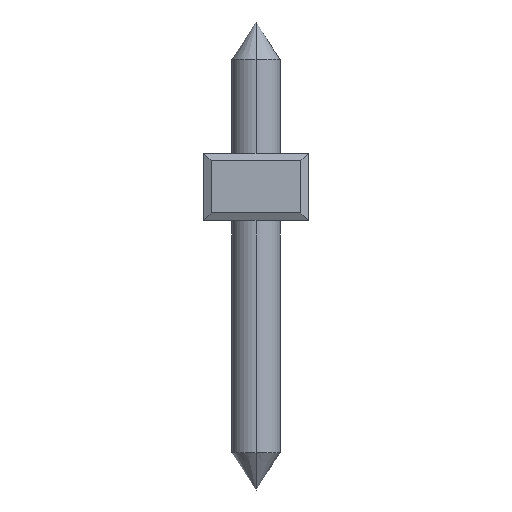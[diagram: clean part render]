
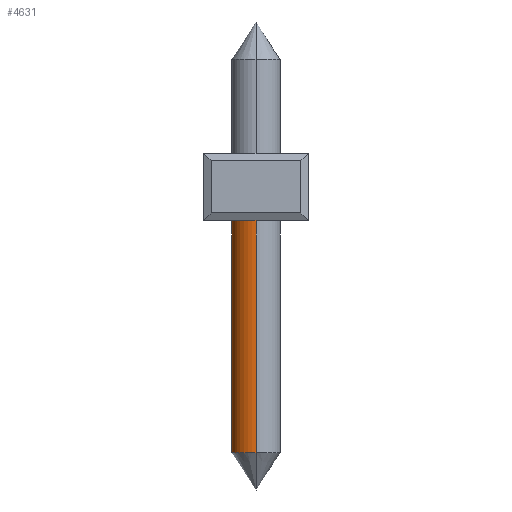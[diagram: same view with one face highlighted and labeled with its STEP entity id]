
A CAD part, front view. The second image highlights one B-rep face of the part: STEP entity #4631.
In plain terms, the highlighted cylindrical face has radius 0.65 mm (diameter 1.3 mm), a partial arc.
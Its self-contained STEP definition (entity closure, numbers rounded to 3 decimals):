
#1285=CARTESIAN_POINT('',(1.4,-37.5,0.2));
#1286=DIRECTION('',(0.,0.,1.));
#1287=DIRECTION('',(0.,1.,0.));
#1288=AXIS2_PLACEMENT_3D('',#1285,#1286,#1287);
#1295=CARTESIAN_POINT('',(1.4,-37.5,-6.2));
#1296=DIRECTION('',(0.,0.,1.));
#1297=DIRECTION('',(0.,1.,0.));
#1298=AXIS2_PLACEMENT_3D('',#1295,#1296,#1297);
#1300=DIRECTION('',(0.,0.,1.));
#1301=VECTOR('',#1300,6.4);
#1302=CARTESIAN_POINT('',(1.4,-36.85,-6.2));
#1303=LINE('',#1302,#1301);
#1309=DIRECTION('',(0.,0.,1.));
#1310=VECTOR('',#1309,6.4);
#1311=CARTESIAN_POINT('',(1.4,-38.15,-6.2));
#1312=LINE('',#1311,#1310);
#3054=CARTESIAN_POINT('',(1.4,-36.85,-6.2));
#3056=VERTEX_POINT('',#3054);
#3061=CARTESIAN_POINT('',(1.4,-38.15,-6.2));
#3062=VERTEX_POINT('',#3061);
#3065=CARTESIAN_POINT('',(1.4,-36.85,0.2));
#3066=CARTESIAN_POINT('',(1.4,-38.15,0.2));
#3067=VERTEX_POINT('',#3065);
#3068=VERTEX_POINT('',#3066);
#4617=CARTESIAN_POINT('',(1.4,-37.5,-7.825));
#4618=DIRECTION('',(0.,0.,1.));
#4619=DIRECTION('',(0.,1.,0.));
#4620=AXIS2_PLACEMENT_3D('',#4617,#4618,#4619);
#4621=CYLINDRICAL_SURFACE('',#4620,0.65);
#4622=ORIENTED_EDGE('',*,*,#4598,.T.);
#4624=ORIENTED_EDGE('',*,*,#4623,.F.);
#4626=ORIENTED_EDGE('',*,*,#4625,.F.);
#4628=ORIENTED_EDGE('',*,*,#4627,.T.);
#4629=EDGE_LOOP('',(#4622,#4624,#4626,#4628));
#4630=FACE_OUTER_BOUND('',#4629,.F.);
#4631=ADVANCED_FACE('',(#4630),#4621,.T.);
#1289=CIRCLE('',#1288,0.65);
#1299=CIRCLE('',#1298,0.65);
#4598=EDGE_CURVE('',#3067,#3068,#1289,.T.);
#4623=EDGE_CURVE('',#3062,#3068,#1312,.T.);
#4625=EDGE_CURVE('',#3056,#3062,#1299,.T.);
#4627=EDGE_CURVE('',#3056,#3067,#1303,.T.);
